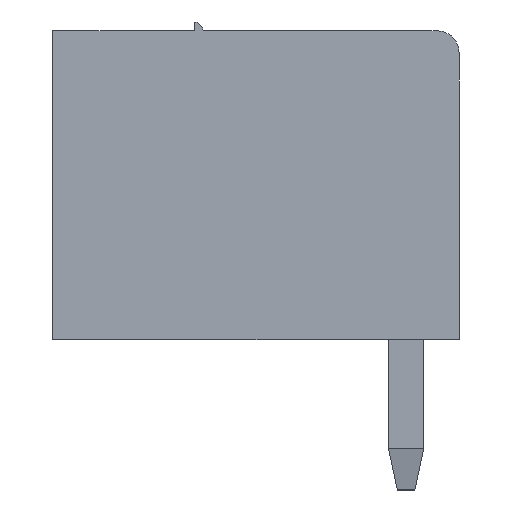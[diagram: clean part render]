
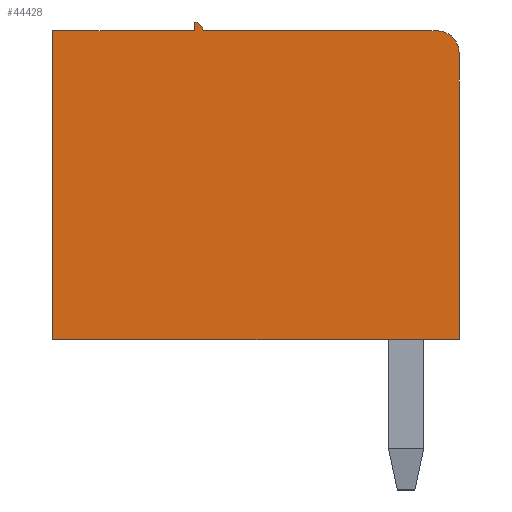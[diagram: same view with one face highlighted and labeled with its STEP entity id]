
A CAD part, left-side view. The second image highlights one B-rep face of the part: STEP entity #44428.
In plain terms, the highlighted planar face has unit normal (-1, 0, 0).
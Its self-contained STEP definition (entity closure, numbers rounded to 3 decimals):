
#1456 = LINE ( 'NONE', #41889, #15306 ) ;
#2434 = ORIENTED_EDGE ( 'NONE', *, *, #32261, .F. ) ;
#2452 = EDGE_CURVE ( 'NONE', #21133, #38711, #41882, .T. ) ;
#2490 = DIRECTION ( 'NONE',  ( 0., 0., -1. ) ) ;
#3691 = EDGE_CURVE ( 'NONE', #44878, #8958, #10529, .T. ) ;
#5375 = VERTEX_POINT ( 'NONE', #14026 ) ;
#6056 = PLANE ( 'NONE',  #42176 ) ;
#7266 = LINE ( 'NONE', #32564, #36267 ) ;
#7532 = CARTESIAN_POINT ( 'NONE',  ( 0., 9.2, 7. ) ) ;
#7841 = DIRECTION ( 'NONE',  ( 0., 0., 1. ) ) ;
#8520 = DIRECTION ( 'NONE',  ( 0., 0., -1. ) ) ;
#8958 = VERTEX_POINT ( 'NONE', #10990 ) ;
#9392 = EDGE_CURVE ( 'NONE', #38711, #5375, #47397, .T. ) ;
#10529 = LINE ( 'NONE', #13451, #16779 ) ;
#10632 = FACE_OUTER_BOUND ( 'NONE', #14022, .T. ) ;
#10990 = CARTESIAN_POINT ( 'NONE',  ( 0., 6., 7. ) ) ;
#11707 = VERTEX_POINT ( 'NONE', #36787 ) ;
#11735 = ORIENTED_EDGE ( 'NONE', *, *, #34509, .F. ) ;
#12406 = DIRECTION ( 'NONE',  ( -1., 0., 0. ) ) ;
#12770 = DIRECTION ( 'NONE',  ( 0., 0., 1. ) ) ;
#13451 = CARTESIAN_POINT ( 'NONE',  ( 0., 6., 7. ) ) ;
#13558 = DIRECTION ( 'NONE',  ( 1., 0., 0. ) ) ;
#14022 = EDGE_LOOP ( 'NONE', ( #41696, #26303, #11735, #41250, #14124, #21097, #2434, #40227 ) ) ;
#14026 = CARTESIAN_POINT ( 'NONE',  ( 0., 0.5, 7. ) ) ;
#14124 = ORIENTED_EDGE ( 'NONE', *, *, #3691, .T. ) ;
#15306 = VECTOR ( 'NONE', #46423, 1000. ) ;
#16779 = VECTOR ( 'NONE', #46599, 1000. ) ;
#18747 = CARTESIAN_POINT ( 'NONE',  ( 0., 0., 6.5 ) ) ;
#21097 = ORIENTED_EDGE ( 'NONE', *, *, #36896, .F. ) ;
#21133 = VERTEX_POINT ( 'NONE', #36250 ) ;
#22101 = AXIS2_PLACEMENT_3D ( 'NONE', #41532, #12406, #8520 ) ;
#22344 = DIRECTION ( 'NONE',  ( -1., 0., 0. ) ) ;
#22593 = CARTESIAN_POINT ( 'NONE',  ( 0., 6., 7. ) ) ;
#22594 = VECTOR ( 'NONE', #42846, 1000. ) ;
#23177 = AXIS2_PLACEMENT_3D ( 'NONE', #22593, #22344, #7841 ) ;
#24619 = LINE ( 'NONE', #43083, #22594 ) ;
#24658 = CARTESIAN_POINT ( 'NONE',  ( 0., 6., 7.2 ) ) ;
#25174 = VECTOR ( 'NONE', #12770, 1000. ) ;
#25709 = VECTOR ( 'NONE', #28286, 1000. ) ;
#26303 = ORIENTED_EDGE ( 'NONE', *, *, #9392, .T. ) ;
#28286 = DIRECTION ( 'NONE',  ( 0., 0., 1. ) ) ;
#28910 = VERTEX_POINT ( 'NONE', #7532 ) ;
#28997 = LINE ( 'NONE', #33022, #25709 ) ;
#31384 = EDGE_CURVE ( 'NONE', #11707, #44878, #40830, .T. ) ;
#32261 = EDGE_CURVE ( 'NONE', #34356, #28910, #28997, .T. ) ;
#32564 = CARTESIAN_POINT ( 'NONE',  ( 0., 9.2, 7. ) ) ;
#33022 = CARTESIAN_POINT ( 'NONE',  ( 0., 9.2, 7. ) ) ;
#34356 = VERTEX_POINT ( 'NONE', #42792 ) ;
#34509 = EDGE_CURVE ( 'NONE', #11707, #5375, #7266, .T. ) ;
#36250 = CARTESIAN_POINT ( 'NONE',  ( 0., 0., 0. ) ) ;
#36267 = VECTOR ( 'NONE', #40048, 1000. ) ;
#36787 = CARTESIAN_POINT ( 'NONE',  ( 0., 5.8, 7. ) ) ;
#36896 = EDGE_CURVE ( 'NONE', #28910, #8958, #24619, .T. ) ;
#38711 = VERTEX_POINT ( 'NONE', #18747 ) ;
#40048 = DIRECTION ( 'NONE',  ( 0., -1., 0. ) ) ;
#40227 = ORIENTED_EDGE ( 'NONE', *, *, #42850, .T. ) ;
#40830 = CIRCLE ( 'NONE', #23177, 0.2 ) ;
#41250 = ORIENTED_EDGE ( 'NONE', *, *, #31384, .T. ) ;
#41532 = CARTESIAN_POINT ( 'NONE',  ( 0., 0.5, 6.5 ) ) ;
#41696 = ORIENTED_EDGE ( 'NONE', *, *, #2452, .T. ) ;
#41882 = LINE ( 'NONE', #45670, #25174 ) ;
#41889 = CARTESIAN_POINT ( 'NONE',  ( 0., 9.2, 0. ) ) ;
#42176 = AXIS2_PLACEMENT_3D ( 'NONE', #46230, #13558, #2490 ) ;
#42792 = CARTESIAN_POINT ( 'NONE',  ( 0., 9.2, 0. ) ) ;
#42846 = DIRECTION ( 'NONE',  ( 0., -1., 0. ) ) ;
#42850 = EDGE_CURVE ( 'NONE', #34356, #21133, #1456, .T. ) ;
#43083 = CARTESIAN_POINT ( 'NONE',  ( 0., 9.2, 7. ) ) ;
#44428 = ADVANCED_FACE ( 'NONE', ( #10632 ), #6056, .F. ) ;
#44878 = VERTEX_POINT ( 'NONE', #24658 ) ;
#45670 = CARTESIAN_POINT ( 'NONE',  ( 0., 0., 7. ) ) ;
#46230 = CARTESIAN_POINT ( 'NONE',  ( 0., 9.2, 7. ) ) ;
#46423 = DIRECTION ( 'NONE',  ( 0., -1., 0. ) ) ;
#46599 = DIRECTION ( 'NONE',  ( 0., 0., -1. ) ) ;
#47397 = CIRCLE ( 'NONE', #22101, 0.5 ) ;
